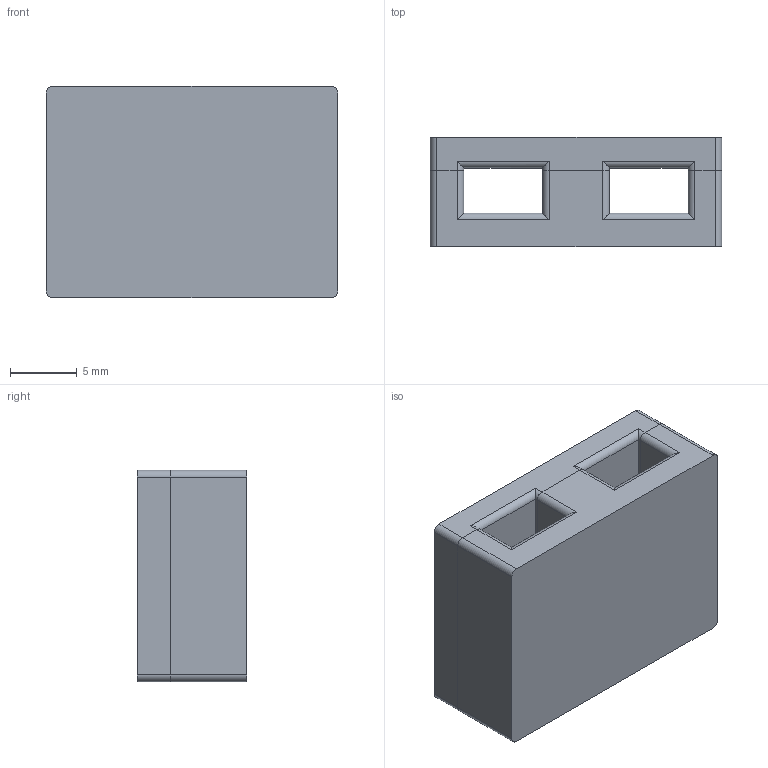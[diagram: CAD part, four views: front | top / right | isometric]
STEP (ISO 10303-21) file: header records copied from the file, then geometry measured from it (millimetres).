
FILE_DESCRIPTION (( 'STEP AP214' ), '1' );
FILE_NAME ('ELP22.STEP', '2021-08-08T13:28:23', ( '' ), ( '' ), 'SwSTEP 2.0', 'SolidWorks 2018', '' );
FILE_SCHEMA (( 'AUTOMOTIVE_DESIGN' ));
Length unit declared in the file: millimetre
Products named in the file (3): ELP22x2.5x16; ELP22; ELP22x6x16
Assembly tree (2 placements, depth 2):
  ELP22
    ELP22x2.5x16
    ELP22x6x16
Bounding box: 21.8 x 8.2 x 15.8 mm (x, y, z)
Volume: 2184.6 mm3; surface area: 2104.9 mm2
Topology: 2 solids, 2 shells, 60 faces, 152 edges, 96 vertices
Faces by surface type: cylinder 32, plane 28
Entity records: 1890 total; most frequent: CARTESIAN_POINT 361, ORIENTED_EDGE 304, DIRECTION 298, EDGE_CURVE 152, LINE 104, VECTOR 104, AXIS2_PLACEMENT_3D 97, VERTEX_POINT 96
